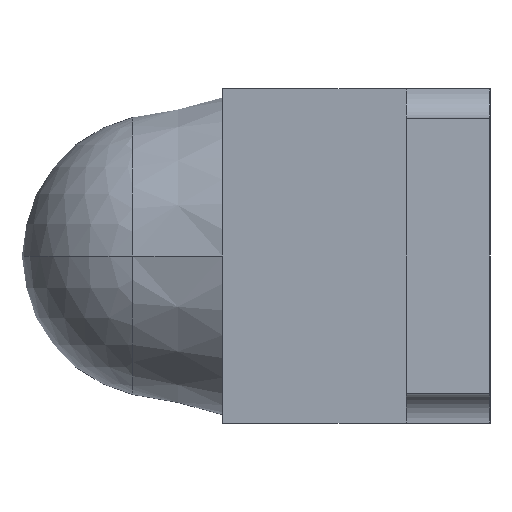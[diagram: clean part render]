
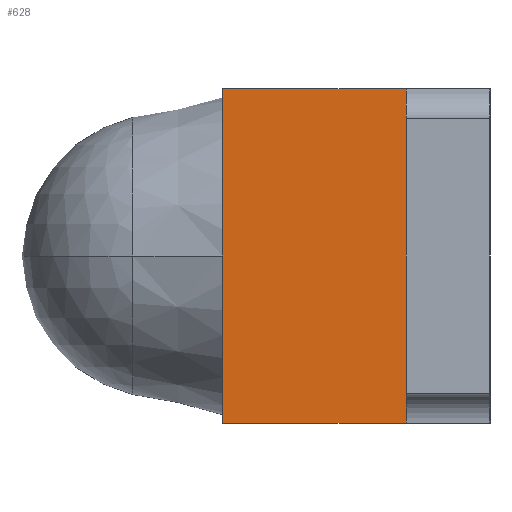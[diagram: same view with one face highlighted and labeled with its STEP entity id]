
A CAD part, left-side view. The second image highlights one B-rep face of the part: STEP entity #628.
In plain terms, the highlighted planar face has unit normal (-0.999, 0.045, 0).
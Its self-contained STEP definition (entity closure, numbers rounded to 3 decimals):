
#149 = FACE_OUTER_BOUND ( 'NONE', #13046, .T. ) ;
#180 = AXIS2_PLACEMENT_3D ( 'NONE', #3907, #3908, #3909 ) ;
#628 = ADVANCED_FACE ( 'NONE', ( #149 ), #3906, .F. ) ;
#1071 = ORIENTED_EDGE ( 'NONE', *, *, #11662, .T. ) ;
#1072 = ORIENTED_EDGE ( 'NONE', *, *, #11663, .F. ) ;
#1073 = ORIENTED_EDGE ( 'NONE', *, *, #11661, .F. ) ;
#1074 = ORIENTED_EDGE ( 'NONE', *, *, #11652, .T. ) ;
#1870 = VERTEX_POINT ( 'NONE', #6494 ) ;
#1872 = VERTEX_POINT ( 'NONE', #6496 ) ;
#1877 = VERTEX_POINT ( 'NONE', #6501 ) ;
#1878 = VERTEX_POINT ( 'NONE', #6502 ) ;
#3906 = PLANE ( 'NONE',  #180 ) ;
#3907 = CARTESIAN_POINT ( 'NONE',  ( -1.218, -2.338, 1. ) ) ;
#3908 = DIRECTION ( 'NONE',  ( 0.999, -0.045, 0. ) ) ;
#3909 = DIRECTION ( 'NONE',  ( 0.045, 0.999, 0. ) ) ;
#6494 = CARTESIAN_POINT ( 'NONE',  ( -1.05, 1.35, -1. ) ) ;
#6496 = CARTESIAN_POINT ( 'NONE',  ( -1.05, 1.35, 1. ) ) ;
#6501 = CARTESIAN_POINT ( 'NONE',  ( -1.1, 0.25, -1. ) ) ;
#6502 = CARTESIAN_POINT ( 'NONE',  ( -1.1, 0.25, 1. ) ) ;
#7565 = VECTOR ( 'NONE', #8311, 1000. ) ;
#7574 = VECTOR ( 'NONE', #8338, 1000. ) ;
#7575 = VECTOR ( 'NONE', #8341, 1000. ) ;
#7576 = VECTOR ( 'NONE', #8344, 1000. ) ;
#8309 = LINE ( 'NONE', #8310, #7565 ) ;
#8310 = CARTESIAN_POINT ( 'NONE',  ( -1.05, 1.35, 1. ) ) ;
#8311 = DIRECTION ( 'NONE',  ( 0., 0., -1. ) ) ;
#8336 = LINE ( 'NONE', #8337, #7574 ) ;
#8337 = CARTESIAN_POINT ( 'NONE',  ( -1.1, 0.25, 1. ) ) ;
#8338 = DIRECTION ( 'NONE',  ( 0., 0., -1. ) ) ;
#8339 = LINE ( 'NONE', #8340, #7575 ) ;
#8340 = CARTESIAN_POINT ( 'NONE',  ( -1.218, -2.338, -1. ) ) ;
#8341 = DIRECTION ( 'NONE',  ( -0.045, -0.999, 0. ) ) ;
#8342 = LINE ( 'NONE', #8343, #7576 ) ;
#8343 = CARTESIAN_POINT ( 'NONE',  ( -1.218, -2.338, 1. ) ) ;
#8344 = DIRECTION ( 'NONE',  ( -0.045, -0.999, 0. ) ) ;
#11652 = EDGE_CURVE ( 'NONE', #1872, #1870, #8309, .T. ) ;
#11661 = EDGE_CURVE ( 'NONE', #1878, #1877, #8336, .T. ) ;
#11662 = EDGE_CURVE ( 'NONE', #1870, #1877, #8339, .T. ) ;
#11663 = EDGE_CURVE ( 'NONE', #1872, #1878, #8342, .T. ) ;
#13046 = EDGE_LOOP ( 'NONE', ( #1071, #1073, #1072, #1074 ) ) ;
